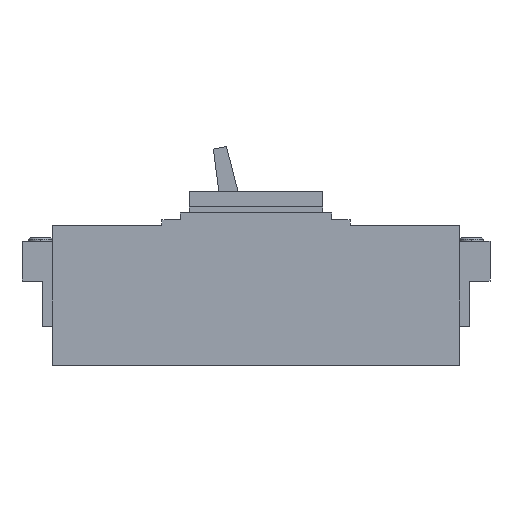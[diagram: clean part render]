
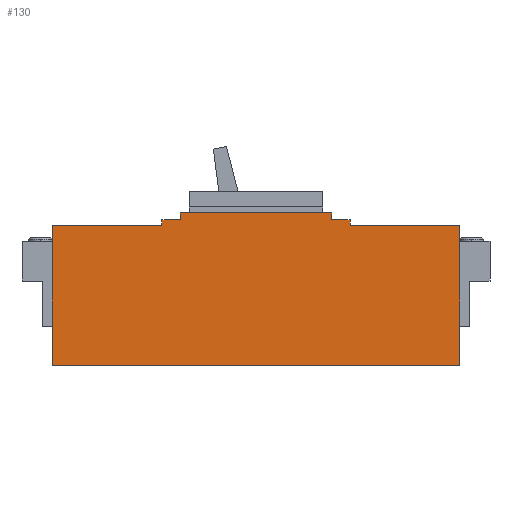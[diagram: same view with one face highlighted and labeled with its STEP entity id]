
A CAD part, left-side view. The second image highlights one B-rep face of the part: STEP entity #130.
In plain terms, the highlighted planar face has unit normal (-1, 0, 0).
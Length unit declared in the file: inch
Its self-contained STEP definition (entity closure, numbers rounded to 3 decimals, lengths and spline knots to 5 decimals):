
#82 = CARTESIAN_POINT ( 'NONE',  ( -4.13386, -2.00787, 3.87795 ) ) ;
#130 = ADVANCED_FACE ( 'NONE', ( #8853 ), #3735, .F. ) ;
#232 = CARTESIAN_POINT ( 'NONE',  ( -4.13386, 2.5, 0. ) ) ;
#294 = VECTOR ( 'NONE', #24081, 39.37008 ) ;
#315 = CARTESIAN_POINT ( 'NONE',  ( -4.13386, 2.00787, 3.87795 ) ) ;
#506 = AXIS2_PLACEMENT_3D ( 'NONE', #23379, #30980, #26357 ) ;
#710 = VECTOR ( 'NONE', #19788, 39.37008 ) ;
#797 = CARTESIAN_POINT ( 'NONE',  ( -4.13386, 2.5, 3.72047 ) ) ;
#1242 = ORIENTED_EDGE ( 'NONE', *, *, #1534, .F. ) ;
#1534 = EDGE_CURVE ( 'NONE', #12259, #5255, #26988, .T. ) ;
#2140 = LINE ( 'NONE', #4277, #4883 ) ;
#2246 = EDGE_LOOP ( 'NONE', ( #10885, #27879, #8329, #23984, #31311, #20215, #26825, #14588, #16427, #10794, #1242, #14762 ) ) ;
#2356 = VECTOR ( 'NONE', #9627, 39.37008 ) ;
#2493 = CARTESIAN_POINT ( 'NONE',  ( -4.13386, -2.5, 3.87795 ) ) ;
#2532 = VECTOR ( 'NONE', #11420, 39.37008 ) ;
#3132 = EDGE_CURVE ( 'NONE', #11601, #28534, #18506, .T. ) ;
#3735 = PLANE ( 'NONE',  #506 ) ;
#3953 = CARTESIAN_POINT ( 'NONE',  ( -4.13386, -4.78346, 3.72047 ) ) ;
#4277 = CARTESIAN_POINT ( 'NONE',  ( -4.13386, -4.78346, 4.05512 ) ) ;
#4759 = CARTESIAN_POINT ( 'NONE',  ( -4.13386, 2.5, 3.87795 ) ) ;
#4883 = VECTOR ( 'NONE', #19611, 39.37008 ) ;
#5255 = VERTEX_POINT ( 'NONE', #30375 ) ;
#5425 = EDGE_CURVE ( 'NONE', #31374, #18368, #2140, .T. ) ;
#7253 = DIRECTION ( 'NONE',  ( 0., -1., 0. ) ) ;
#7535 = VERTEX_POINT ( 'NONE', #2493 ) ;
#7616 = VERTEX_POINT ( 'NONE', #797 ) ;
#7802 = LINE ( 'NONE', #232, #2356 ) ;
#8126 = LINE ( 'NONE', #18357, #26300 ) ;
#8329 = ORIENTED_EDGE ( 'NONE', *, *, #25304, .F. ) ;
#8853 = FACE_OUTER_BOUND ( 'NONE', #2246, .T. ) ;
#9425 = CARTESIAN_POINT ( 'NONE',  ( -4.13386, -5.41339, 3.72047 ) ) ;
#9559 = EDGE_CURVE ( 'NONE', #5255, #32302, #8126, .T. ) ;
#9627 = DIRECTION ( 'NONE',  ( 0., 0., 1. ) ) ;
#10154 = DIRECTION ( 'NONE',  ( 0., -1., 0. ) ) ;
#10613 = DIRECTION ( 'NONE',  ( 0., 0., 1. ) ) ;
#10794 = ORIENTED_EDGE ( 'NONE', *, *, #9559, .F. ) ;
#10857 = DIRECTION ( 'NONE',  ( 0., 0., -1. ) ) ;
#10885 = ORIENTED_EDGE ( 'NONE', *, *, #27755, .F. ) ;
#11018 = LINE ( 'NONE', #15957, #32313 ) ;
#11420 = DIRECTION ( 'NONE',  ( 0., -1., 0. ) ) ;
#11601 = VERTEX_POINT ( 'NONE', #4759 ) ;
#12259 = VERTEX_POINT ( 'NONE', #24606 ) ;
#13145 = VERTEX_POINT ( 'NONE', #30627 ) ;
#14290 = VERTEX_POINT ( 'NONE', #82 ) ;
#14588 = ORIENTED_EDGE ( 'NONE', *, *, #27554, .F. ) ;
#14762 = ORIENTED_EDGE ( 'NONE', *, *, #18297, .F. ) ;
#15160 = CARTESIAN_POINT ( 'NONE',  ( -4.13386, -5.41339, 0. ) ) ;
#15179 = EDGE_CURVE ( 'NONE', #32302, #7616, #22691, .T. ) ;
#15957 = CARTESIAN_POINT ( 'NONE',  ( -4.13386, -2.5, 0. ) ) ;
#16427 = ORIENTED_EDGE ( 'NONE', *, *, #15179, .F. ) ;
#17230 = CARTESIAN_POINT ( 'NONE',  ( -4.13386, -5.41339, 0. ) ) ;
#17300 = CARTESIAN_POINT ( 'NONE',  ( -4.13386, -2.00787, 4.05512 ) ) ;
#17447 = LINE ( 'NONE', #27530, #17500 ) ;
#17449 = EDGE_CURVE ( 'NONE', #18368, #14290, #17447, .T. ) ;
#17496 = EDGE_CURVE ( 'NONE', #7535, #13145, #11018, .T. ) ;
#17500 = VECTOR ( 'NONE', #10857, 39.37008 ) ;
#17787 = LINE ( 'NONE', #27862, #28734 ) ;
#18297 = EDGE_CURVE ( 'NONE', #29783, #12259, #32358, .T. ) ;
#18357 = CARTESIAN_POINT ( 'NONE',  ( -4.13386, 5.41339, 0. ) ) ;
#18368 = VERTEX_POINT ( 'NONE', #17300 ) ;
#18506 = LINE ( 'NONE', #28582, #2532 ) ;
#19611 = DIRECTION ( 'NONE',  ( 0., -1., 0. ) ) ;
#19788 = DIRECTION ( 'NONE',  ( 0., 0., -1. ) ) ;
#20215 = ORIENTED_EDGE ( 'NONE', *, *, #27947, .F. ) ;
#21804 = CARTESIAN_POINT ( 'NONE',  ( -4.13386, -4.78346, 3.87795 ) ) ;
#22491 = CARTESIAN_POINT ( 'NONE',  ( -4.13386, 5.41339, 3.72047 ) ) ;
#22691 = LINE ( 'NONE', #23345, #26962 ) ;
#22710 = VECTOR ( 'NONE', #24997, 39.37008 ) ;
#23345 = CARTESIAN_POINT ( 'NONE',  ( -4.13386, -4.78346, 3.72047 ) ) ;
#23379 = CARTESIAN_POINT ( 'NONE',  ( -4.13386, -4.78346, 0. ) ) ;
#23984 = ORIENTED_EDGE ( 'NONE', *, *, #17449, .F. ) ;
#24081 = DIRECTION ( 'NONE',  ( 0., -1., 0. ) ) ;
#24606 = CARTESIAN_POINT ( 'NONE',  ( -4.13386, -5.41339, 0. ) ) ;
#24997 = DIRECTION ( 'NONE',  ( 0., 1., 0. ) ) ;
#25304 = EDGE_CURVE ( 'NONE', #14290, #7535, #27074, .T. ) ;
#26300 = VECTOR ( 'NONE', #10613, 39.37008 ) ;
#26357 = DIRECTION ( 'NONE',  ( 0., 0., -1. ) ) ;
#26825 = ORIENTED_EDGE ( 'NONE', *, *, #3132, .F. ) ;
#26962 = VECTOR ( 'NONE', #10154, 39.37008 ) ;
#26988 = LINE ( 'NONE', #17230, #22710 ) ;
#27074 = LINE ( 'NONE', #21804, #29213 ) ;
#27530 = CARTESIAN_POINT ( 'NONE',  ( -4.13386, -2.00787, 0. ) ) ;
#27554 = EDGE_CURVE ( 'NONE', #7616, #11601, #7802, .T. ) ;
#27755 = EDGE_CURVE ( 'NONE', #13145, #29783, #29043, .T. ) ;
#27862 = CARTESIAN_POINT ( 'NONE',  ( -4.13386, 2.00787, 0. ) ) ;
#27879 = ORIENTED_EDGE ( 'NONE', *, *, #17496, .F. ) ;
#27947 = EDGE_CURVE ( 'NONE', #28534, #31374, #17787, .T. ) ;
#28502 = DIRECTION ( 'NONE',  ( 0., 0., -1. ) ) ;
#28534 = VERTEX_POINT ( 'NONE', #315 ) ;
#28582 = CARTESIAN_POINT ( 'NONE',  ( -4.13386, -4.78346, 3.87795 ) ) ;
#28734 = VECTOR ( 'NONE', #30170, 39.37008 ) ;
#29043 = LINE ( 'NONE', #3953, #294 ) ;
#29213 = VECTOR ( 'NONE', #7253, 39.37008 ) ;
#29374 = CARTESIAN_POINT ( 'NONE',  ( -4.13386, 2.00787, 4.05512 ) ) ;
#29783 = VERTEX_POINT ( 'NONE', #9425 ) ;
#30170 = DIRECTION ( 'NONE',  ( 0., 0., 1. ) ) ;
#30375 = CARTESIAN_POINT ( 'NONE',  ( -4.13386, 5.41339, 0. ) ) ;
#30627 = CARTESIAN_POINT ( 'NONE',  ( -4.13386, -2.5, 3.72047 ) ) ;
#30980 = DIRECTION ( 'NONE',  ( 1., 0., 0. ) ) ;
#31311 = ORIENTED_EDGE ( 'NONE', *, *, #5425, .F. ) ;
#31374 = VERTEX_POINT ( 'NONE', #29374 ) ;
#32302 = VERTEX_POINT ( 'NONE', #22491 ) ;
#32313 = VECTOR ( 'NONE', #28502, 39.37008 ) ;
#32358 = LINE ( 'NONE', #15160, #710 ) ;
